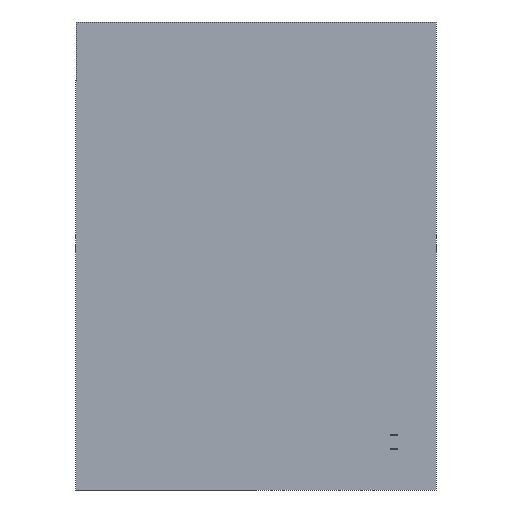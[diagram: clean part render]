
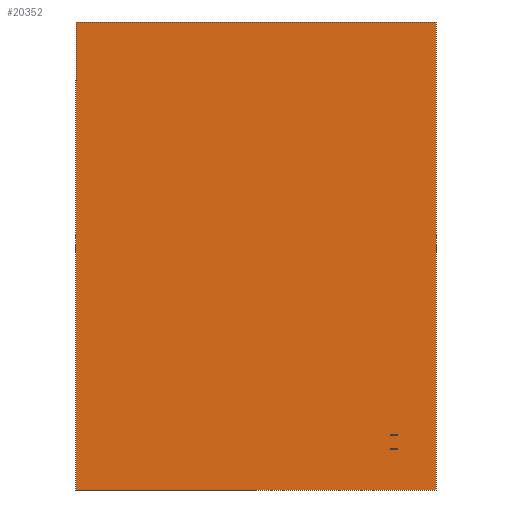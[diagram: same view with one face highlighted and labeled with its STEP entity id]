
A CAD part, front view. The second image highlights one B-rep face of the part: STEP entity #20352.
In plain terms, the highlighted planar face has unit normal (0, -1, 0).
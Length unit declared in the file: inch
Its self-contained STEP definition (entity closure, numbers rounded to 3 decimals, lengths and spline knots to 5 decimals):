
#72 = DIRECTION ( 'NONE',  ( 0., 1., 0. ) ) ;
#83 = CARTESIAN_POINT ( 'NONE',  ( 60., -0.1, 96. ) ) ;
#1750 = VERTEX_POINT ( 'NONE', #83 ) ;
#2311 = PLANE ( 'NONE',  #29874 ) ;
#3747 = LINE ( 'NONE', #27576, #32142 ) ;
#3820 = ORIENTED_EDGE ( 'NONE', *, *, #18193, .F. ) ;
#6312 = EDGE_CURVE ( 'NONE', #1750, #7403, #28911, .T. ) ;
#7143 = VECTOR ( 'NONE', #13281, 39.37008 ) ;
#7403 = VERTEX_POINT ( 'NONE', #25289 ) ;
#9415 = EDGE_CURVE ( 'NONE', #11524, #19210, #3747, .T. ) ;
#10387 = LINE ( 'NONE', #20828, #18815 ) ;
#10524 = CARTESIAN_POINT ( 'NONE',  ( 0., -0.1, 0. ) ) ;
#11524 = VERTEX_POINT ( 'NONE', #32824 ) ;
#11650 = VECTOR ( 'NONE', #17956, 39.37008 ) ;
#12325 = ORIENTED_EDGE ( 'NONE', *, *, #6312, .F. ) ;
#13281 = DIRECTION ( 'NONE',  ( 0., 0., -1. ) ) ;
#13341 = CARTESIAN_POINT ( 'NONE',  ( 60., -0.1, 60. ) ) ;
#15039 = DIRECTION ( 'NONE',  ( -1., 0., 0. ) ) ;
#15342 = DIRECTION ( 'NONE',  ( 0., 0., 1. ) ) ;
#15570 = CARTESIAN_POINT ( 'NONE',  ( -60., -0.1, 96. ) ) ;
#17956 = DIRECTION ( 'NONE',  ( 1., 0., 0. ) ) ;
#18193 = EDGE_CURVE ( 'NONE', #19210, #1750, #20170, .T. ) ;
#18815 = VECTOR ( 'NONE', #15039, 39.37008 ) ;
#18927 = EDGE_CURVE ( 'NONE', #7403, #11524, #10387, .T. ) ;
#19210 = VERTEX_POINT ( 'NONE', #22528 ) ;
#20054 = ORIENTED_EDGE ( 'NONE', *, *, #9415, .F. ) ;
#20170 = LINE ( 'NONE', #15570, #11650 ) ;
#20352 = ADVANCED_FACE ( 'NONE', ( #23522 ), #2311, .F. ) ;
#20828 = CARTESIAN_POINT ( 'NONE',  ( -60., -0.1, -60. ) ) ;
#22528 = CARTESIAN_POINT ( 'NONE',  ( -60., -0.1, 96. ) ) ;
#23522 = FACE_OUTER_BOUND ( 'NONE', #25360, .T. ) ;
#25289 = CARTESIAN_POINT ( 'NONE',  ( 60., -0.1, -60. ) ) ;
#25360 = EDGE_LOOP ( 'NONE', ( #12325, #3820, #20054, #29975 ) ) ;
#27576 = CARTESIAN_POINT ( 'NONE',  ( -60., -0.1, -60. ) ) ;
#28911 = LINE ( 'NONE', #13341, #7143 ) ;
#29631 = DIRECTION ( 'NONE',  ( 0., 0., 1. ) ) ;
#29874 = AXIS2_PLACEMENT_3D ( 'NONE', #10524, #72, #15342 ) ;
#29975 = ORIENTED_EDGE ( 'NONE', *, *, #18927, .F. ) ;
#32142 = VECTOR ( 'NONE', #29631, 39.37008 ) ;
#32824 = CARTESIAN_POINT ( 'NONE',  ( -60., -0.1, -60. ) ) ;
